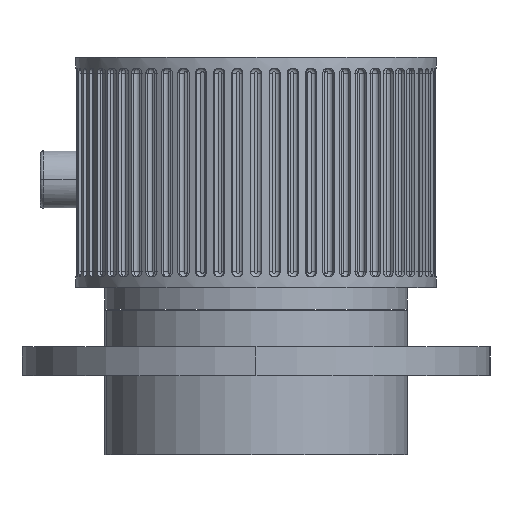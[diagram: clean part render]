
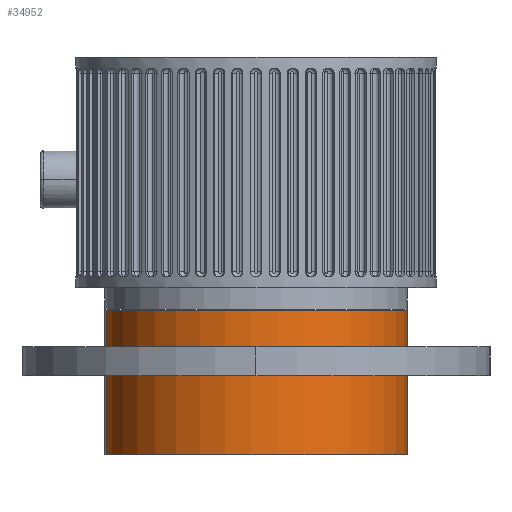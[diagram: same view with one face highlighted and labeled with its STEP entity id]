
A CAD part, left-side view. The second image highlights one B-rep face of the part: STEP entity #34952.
In plain terms, the highlighted cylindrical face has radius 21 mm (diameter 42 mm), a partial arc.
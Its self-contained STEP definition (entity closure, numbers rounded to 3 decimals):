
#108 = CARTESIAN_POINT ( 'NONE',  ( 0., 0., 0. ) ) ;
#137 = EDGE_CURVE ( 'NONE', #12485, #33402, #8709, .T. ) ;
#2916 = VECTOR ( 'NONE', #26366, 1000. ) ;
#3178 = FACE_OUTER_BOUND ( 'NONE', #19023, .T. ) ;
#3583 = ORIENTED_EDGE ( 'NONE', *, *, #11414, .T. ) ;
#4229 = DIRECTION ( 'NONE',  ( 0., 0., 1. ) ) ;
#4525 = ORIENTED_EDGE ( 'NONE', *, *, #137, .F. ) ;
#5377 = CIRCLE ( 'NONE', #26603, 21. ) ;
#5692 = CYLINDRICAL_SURFACE ( 'NONE', #23672, 21. ) ;
#5892 = CARTESIAN_POINT ( 'NONE',  ( 21., 0., 0. ) ) ;
#6718 = DIRECTION ( 'NONE',  ( 1., 0., 0. ) ) ;
#7898 = ORIENTED_EDGE ( 'NONE', *, *, #33971, .T. ) ;
#8158 = CARTESIAN_POINT ( 'NONE',  ( 21., 0., 20. ) ) ;
#8172 = DIRECTION ( 'NONE',  ( 0., 0., 1. ) ) ;
#8709 = LINE ( 'NONE', #8158, #33011 ) ;
#9123 = AXIS2_PLACEMENT_3D ( 'NONE', #108, #8172, #31339 ) ;
#11414 = EDGE_CURVE ( 'NONE', #36360, #30131, #26932, .T. ) ;
#12485 = VERTEX_POINT ( 'NONE', #24986 ) ;
#16927 = DIRECTION ( 'NONE',  ( -1., 0., 0. ) ) ;
#17086 = DIRECTION ( 'NONE',  ( 0., 0., -1. ) ) ;
#19023 = EDGE_LOOP ( 'NONE', ( #4525, #30028, #3583, #7898 ) ) ;
#23169 = DIRECTION ( 'NONE',  ( 0., 0., -1. ) ) ;
#23672 = AXIS2_PLACEMENT_3D ( 'NONE', #28501, #23169, #16927 ) ;
#24986 = CARTESIAN_POINT ( 'NONE',  ( 21., 0., 20. ) ) ;
#25313 = CARTESIAN_POINT ( 'NONE',  ( -21., 0., 0. ) ) ;
#25523 = CIRCLE ( 'NONE', #9123, 21. ) ;
#26366 = DIRECTION ( 'NONE',  ( 0., 0., -1. ) ) ;
#26603 = AXIS2_PLACEMENT_3D ( 'NONE', #32754, #4229, #6718 ) ;
#26932 = LINE ( 'NONE', #32064, #2916 ) ;
#28501 = CARTESIAN_POINT ( 'NONE',  ( 0., 0., 20. ) ) ;
#30028 = ORIENTED_EDGE ( 'NONE', *, *, #32108, .F. ) ;
#30131 = VERTEX_POINT ( 'NONE', #25313 ) ;
#31339 = DIRECTION ( 'NONE',  ( 1., 0., 0. ) ) ;
#32064 = CARTESIAN_POINT ( 'NONE',  ( -21., 0., 20. ) ) ;
#32108 = EDGE_CURVE ( 'NONE', #36360, #12485, #5377, .T. ) ;
#32754 = CARTESIAN_POINT ( 'NONE',  ( 0., 0., 20. ) ) ;
#33011 = VECTOR ( 'NONE', #17086, 1000. ) ;
#33402 = VERTEX_POINT ( 'NONE', #5892 ) ;
#33971 = EDGE_CURVE ( 'NONE', #30131, #33402, #25523, .T. ) ;
#34952 = ADVANCED_FACE ( 'NONE', ( #3178 ), #5692, .T. ) ;
#35394 = CARTESIAN_POINT ( 'NONE',  ( -21., 0., 20. ) ) ;
#36360 = VERTEX_POINT ( 'NONE', #35394 ) ;
